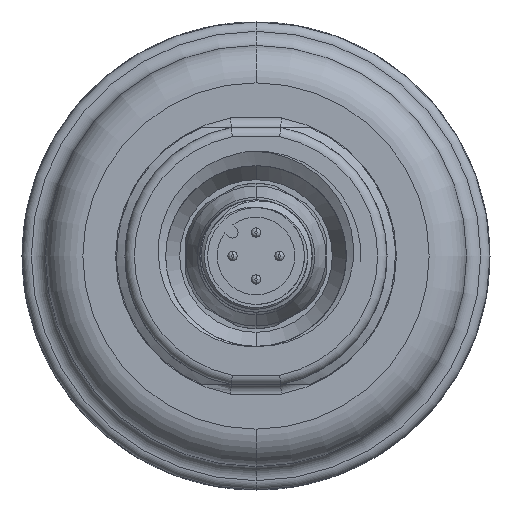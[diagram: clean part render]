
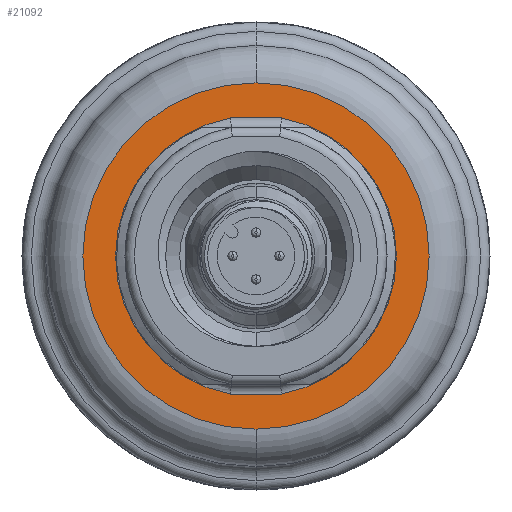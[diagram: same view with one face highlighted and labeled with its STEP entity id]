
A CAD part, front view. The second image highlights one B-rep face of the part: STEP entity #21092.
In plain terms, the highlighted planar face has unit normal (0, -1, 0).
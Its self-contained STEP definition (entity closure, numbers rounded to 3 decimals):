
#2133=CARTESIAN_POINT('',(0.,-3.,0.));
#2134=DIRECTION('',(0.,-1.,0.));
#2135=DIRECTION('',(0.,0.,-1.));
#2136=AXIS2_PLACEMENT_3D('',#2133,#2134,#2135);
#2138=CARTESIAN_POINT('',(0.,-3.,0.));
#2139=DIRECTION('',(0.,-1.,0.));
#2140=DIRECTION('',(0.,0.,1.));
#2141=AXIS2_PLACEMENT_3D('',#2138,#2139,#2140);
#2143=CARTESIAN_POINT('',(0.,-3.,0.));
#2144=DIRECTION('',(0.,-1.,0.));
#2145=DIRECTION('',(-0.182,0.,0.983));
#2146=AXIS2_PLACEMENT_3D('',#2143,#2144,#2145);
#2148=DIRECTION('',(1.,0.,0.));
#2149=VECTOR('',#2148,5.454);
#2150=CARTESIAN_POINT('',(-2.727,-3.,-14.75));
#2151=LINE('',#2150,#2149);
#2152=CARTESIAN_POINT('',(0.,-3.,0.));
#2153=DIRECTION('',(0.,-1.,0.));
#2154=DIRECTION('',(0.182,0.,-0.983));
#2155=AXIS2_PLACEMENT_3D('',#2152,#2153,#2154);
#2157=DIRECTION('',(-1.,0.,0.));
#2158=VECTOR('',#2157,5.454);
#2159=CARTESIAN_POINT('',(2.727,-3.,14.75));
#2160=LINE('',#2159,#2158);
#16823=CARTESIAN_POINT('',(-2.727,-3.,14.75));
#16824=CARTESIAN_POINT('',(-2.727,-3.,-14.75));
#16825=VERTEX_POINT('',#16823);
#16826=VERTEX_POINT('',#16824);
#16831=CARTESIAN_POINT('',(2.727,-3.,-14.75));
#16832=CARTESIAN_POINT('',(2.727,-3.,14.75));
#16833=VERTEX_POINT('',#16831);
#16834=VERTEX_POINT('',#16832);
#17083=CARTESIAN_POINT('',(0.,-3.,-18.5));
#17084=CARTESIAN_POINT('',(0.,-3.,18.5));
#17085=VERTEX_POINT('',#17083);
#17086=VERTEX_POINT('',#17084);
#21072=CARTESIAN_POINT('',(0.,-3.,0.));
#21073=DIRECTION('',(0.,-1.,0.));
#21074=DIRECTION('',(0.,0.,1.));
#21075=AXIS2_PLACEMENT_3D('',#21072,#21073,#21074);
#21076=PLANE('',#21075);
#21078=ORIENTED_EDGE('',*,*,#21077,.F.);
#21080=ORIENTED_EDGE('',*,*,#21079,.F.);
#21081=EDGE_LOOP('',(#21078,#21080));
#21082=FACE_OUTER_BOUND('',#21081,.F.);
#21083=ORIENTED_EDGE('',*,*,#21062,.T.);
#21085=ORIENTED_EDGE('',*,*,#21084,.T.);
#21087=ORIENTED_EDGE('',*,*,#21086,.T.);
#21089=ORIENTED_EDGE('',*,*,#21088,.T.);
#21090=EDGE_LOOP('',(#21083,#21085,#21087,#21089));
#21091=FACE_BOUND('',#21090,.F.);
#21092=ADVANCED_FACE('',(#21082,#21091),#21076,.T.);
#2137=CIRCLE('',#2136,18.5);
#2142=CIRCLE('',#2141,18.5);
#2147=CIRCLE('',#2146,15.);
#2156=CIRCLE('',#2155,15.);
#21062=EDGE_CURVE('',#16825,#16826,#2147,.T.);
#21077=EDGE_CURVE('',#17085,#17086,#2137,.T.);
#21079=EDGE_CURVE('',#17086,#17085,#2142,.T.);
#21084=EDGE_CURVE('',#16826,#16833,#2151,.T.);
#21086=EDGE_CURVE('',#16833,#16834,#2156,.T.);
#21088=EDGE_CURVE('',#16834,#16825,#2160,.T.);
